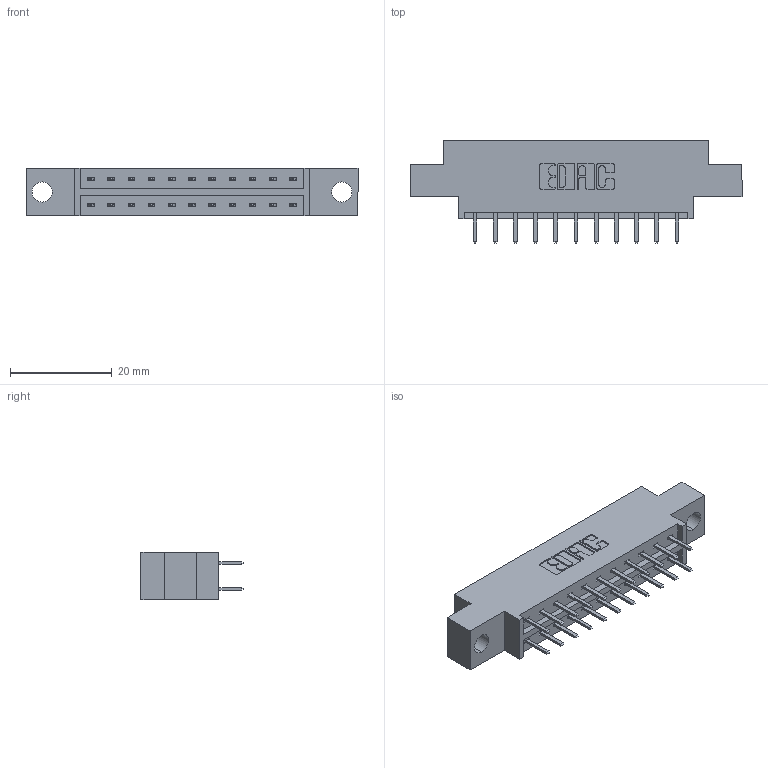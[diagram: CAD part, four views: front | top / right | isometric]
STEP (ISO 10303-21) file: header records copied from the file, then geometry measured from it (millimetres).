
FILE_DESCRIPTION (( 'STEP AP203' ), '1' );
FILE_NAME ('333-022-520-804.STEP', '2018-08-02T01:41:39', ( '' ), ( '' ), 'SwSTEP 2.0', 'SolidWorks 2016', '' );
FILE_SCHEMA (( 'CONFIG_CONTROL_DESIGN' ));
Length unit declared in the file: inch
Products named in the file (3): 333 Part_Offset - .156 Dia - TH; 345-292-001_345-293-120; 333-022-520-804
Assembly tree (23 placements, depth 2):
  333-022-520-804
    333 Part_Offset - .156 Dia - TH
    345-292-001_345-293-120  x22
Bounding box: 65.13 x 20.02 x 9.4 mm (x, y, z)
Volume: 6033.7 mm3; surface area: 6794.9 mm2
Topology: 23 solids, 23 shells, 1350 faces, 3909 edges, 2546 vertices
Faces by surface type: plane 910, cylinder 440
Entity records: 11335 total; most frequent: CARTESIAN_POINT 1930, ORIENTED_EDGE 1854, DIRECTION 1691, EDGE_CURVE 927, LINE 795, VECTOR 795, VERTEX_POINT 614, AXIS2_PLACEMENT_3D 448
